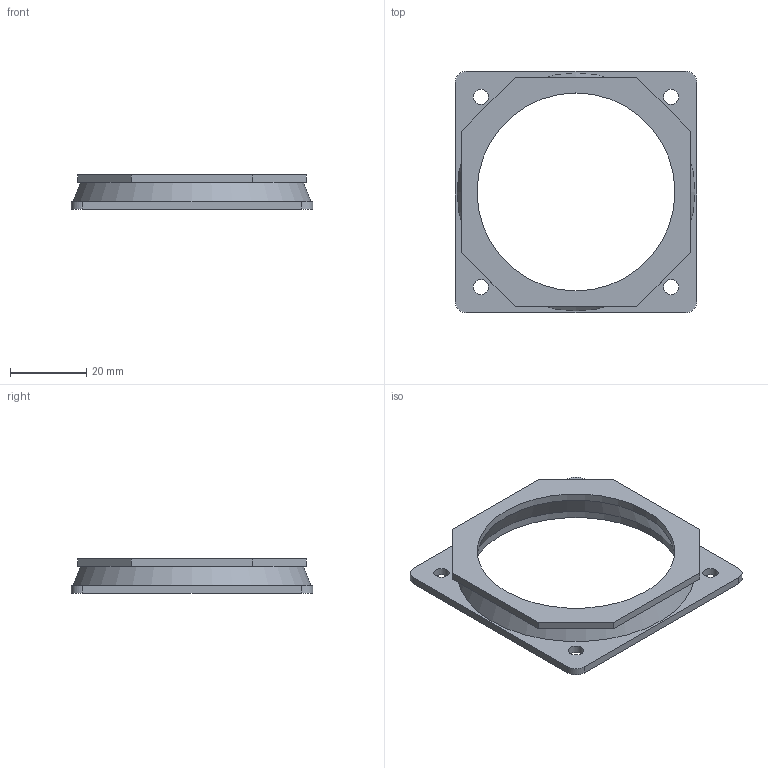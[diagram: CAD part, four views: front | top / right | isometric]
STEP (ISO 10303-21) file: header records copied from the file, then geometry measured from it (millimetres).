
FILE_DESCRIPTION(/* description */ (''),/* implementation_level */ '2;1');
FILE_NAME(/* name */ 'Heater Adapter Absaugung v1.step',/* time_stamp */ '2025-11-06T10:48:56+01:00',/* author */ (''),/* organization */ (''),/* preprocessor_version */ 'ST-DEVELOPER v20.1',/* originating_system */ 'Autodesk Translation Framework v14.17.0.0',/* authorisation */ '');
FILE_SCHEMA (('AUTOMOTIVE_DESIGN { 1 0 10303 214 3 1 1 }'));
Length unit declared in the file: millimetre
Products named in the file (1): Adapter Absaugung
Bounding box: 63.46 x 63.46 x 9 mm (x, y, z)
Volume: 8085.7 mm3; surface area: 7646.4 mm2
Topology: 1 solids, 1 shells, 28 faces, 70 edges, 46 vertices
Faces by surface type: plane 16, cylinder 10, cone 2
Full cylindrical faces by diameter (mm): 4 x4, 52 x1, 56 x1
Entity records: 893 total; most frequent: DIRECTION 150, CARTESIAN_POINT 145, ORIENTED_EDGE 140, EDGE_CURVE 70, AXIS2_PLACEMENT_3D 51, LINE 48, VECTOR 48, VERTEX_POINT 46
